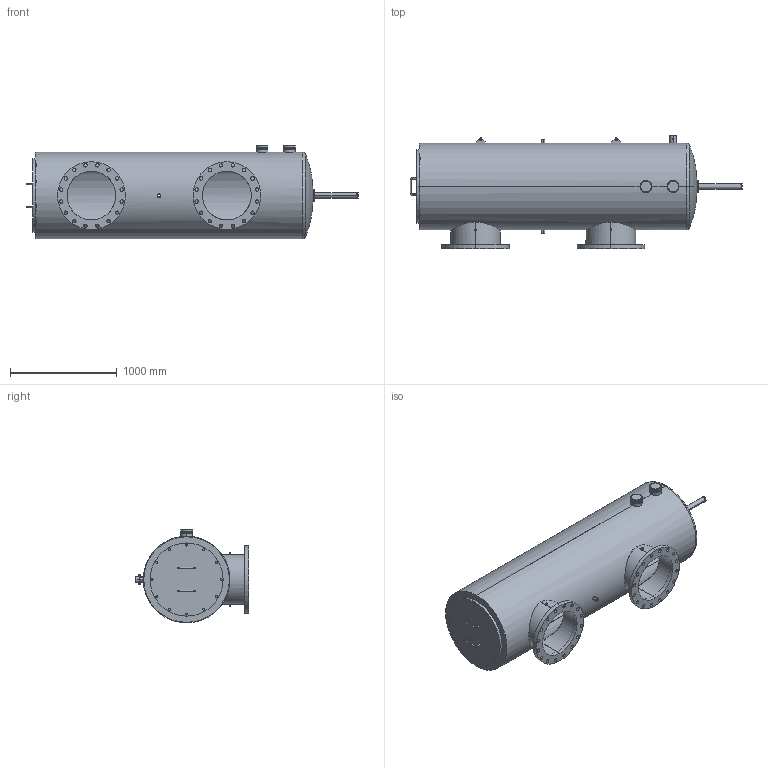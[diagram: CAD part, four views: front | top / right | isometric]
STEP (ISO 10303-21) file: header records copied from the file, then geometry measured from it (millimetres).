
FILE_DESCRIPTION (( 'STEP AP203' ), '1' );
FILE_NAME ('H18-180.STEP', '2020-07-24T12:08:56', ( '' ), ( '' ), 'SwSTEP 2.0', 'SolidWorks 2018', '' );
FILE_SCHEMA (( 'CONFIG_CONTROL_DESIGN' ));
Length unit declared in the file: inch
Products named in the file (1): H18-180
Bounding box: 3112.77 x 1066.8 x 879.48 mm (x, y, z)
Volume: 57820483.4 mm3; surface area: 16673159.1 mm2
Topology: 8 solids, 8 shells, 330 faces, 874 edges, 572 vertices
Faces by surface type: cylinder 257, plane 57, torus 16
Entity records: 13677 total; most frequent: CARTESIAN_POINT 4746, DIRECTION 1946, ORIENTED_EDGE 1748, EDGE_CURVE 874, AXIS2_PLACEMENT_3D 818, VERTEX_POINT 572, EDGE_LOOP 516, CIRCLE 487
